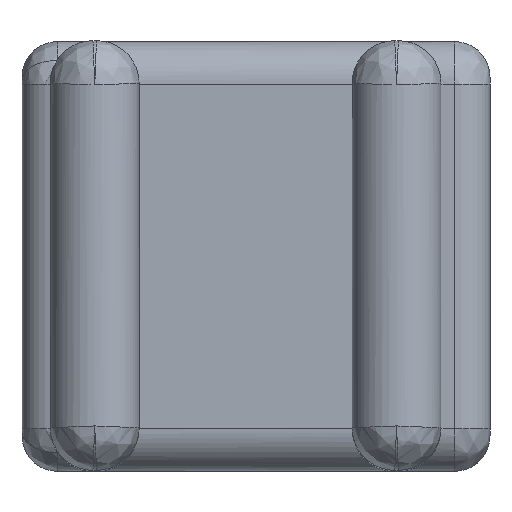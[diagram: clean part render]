
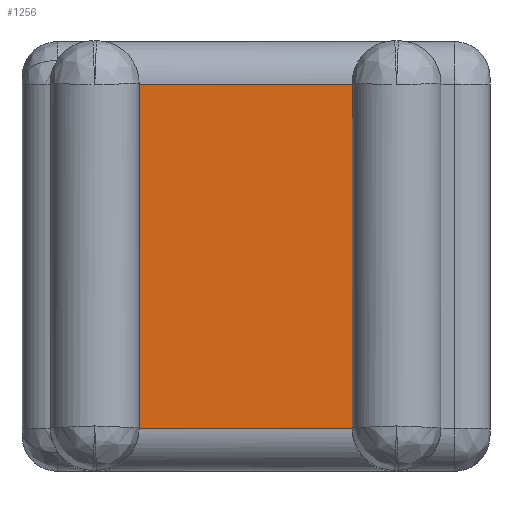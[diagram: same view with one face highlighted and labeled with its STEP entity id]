
A CAD part, top view. The second image highlights one B-rep face of the part: STEP entity #1256.
In plain terms, the highlighted planar face has unit normal (0, 0, 1).
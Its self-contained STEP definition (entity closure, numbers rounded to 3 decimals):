
#74=PLANE('',#1387);
#155=FACE_OUTER_BOUND('',#239,.T.);
#239=EDGE_LOOP('',(#1053,#1054,#1055,#1056));
#306=LINE('',#2165,#401);
#322=LINE('',#2510,#417);
#325=LINE('',#2755,#420);
#328=LINE('',#2763,#423);
#401=VECTOR('',#1595,10.);
#417=VECTOR('',#1651,10.);
#420=VECTOR('',#1666,10.);
#423=VECTOR('',#1679,10.);
#568=VERTEX_POINT('',#2163);
#569=VERTEX_POINT('',#2164);
#586=VERTEX_POINT('',#2507);
#587=VERTEX_POINT('',#2509);
#704=EDGE_CURVE('',#568,#569,#306,.T.);
#739=EDGE_CURVE('',#586,#587,#322,.T.);
#751=EDGE_CURVE('',#586,#569,#325,.T.);
#754=EDGE_CURVE('',#568,#587,#328,.T.);
#1053=ORIENTED_EDGE('',*,*,#704,.F.);
#1054=ORIENTED_EDGE('',*,*,#754,.T.);
#1055=ORIENTED_EDGE('',*,*,#739,.F.);
#1056=ORIENTED_EDGE('',*,*,#751,.T.);
#1256=ADVANCED_FACE('',(#155),#74,.T.);
#1387=AXIS2_PLACEMENT_3D('',#2764,#1680,#1681);
#1595=DIRECTION('',(1.,0.,0.));
#1651=DIRECTION('',(-1.,0.,0.));
#1666=DIRECTION('',(0.,1.,0.));
#1679=DIRECTION('',(0.,-1.,0.));
#1680=DIRECTION('center_axis',(0.,0.,1.));
#1681=DIRECTION('ref_axis',(1.,0.,0.));
#2163=CARTESIAN_POINT('',(-5.464,9.542,30.));
#2164=CARTESIAN_POINT('',(6.536,9.542,30.));
#2165=CARTESIAN_POINT('',(10.21,9.542,30.));
#2507=CARTESIAN_POINT('',(6.536,-9.862,30.));
#2509=CARTESIAN_POINT('',(-5.464,-9.862,30.));
#2510=CARTESIAN_POINT('',(-7.97,-9.862,30.));
#2755=CARTESIAN_POINT('',(6.536,5.891,30.));
#2763=CARTESIAN_POINT('',(-5.464,-6.211,30.));
#2764=CARTESIAN_POINT('Origin',(1.12,-0.16,30.));
